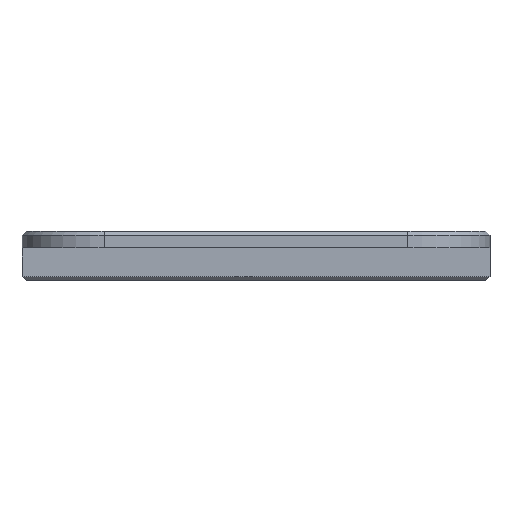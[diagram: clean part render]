
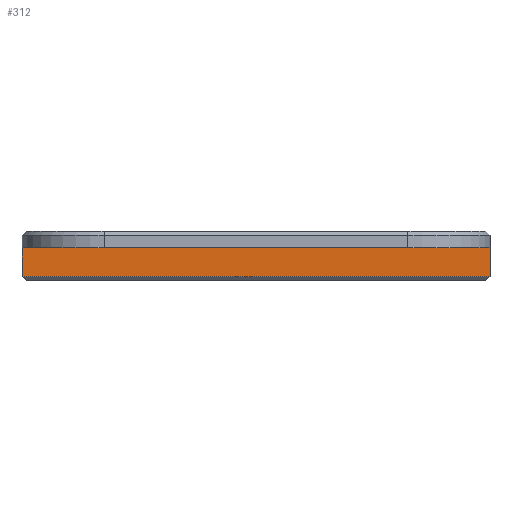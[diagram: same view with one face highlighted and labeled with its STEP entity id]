
A CAD part, left-side view. The second image highlights one B-rep face of the part: STEP entity #312.
In plain terms, the highlighted planar face has unit normal (-1, 0, 0).
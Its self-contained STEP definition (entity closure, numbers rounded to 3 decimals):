
#3 = VERTEX_POINT ( 'NONE', #345 ) ;
#22 = EDGE_CURVE ( 'NONE', #3, #839, #555, .T. ) ;
#47 = DIRECTION ( 'NONE',  ( 0., 0., 1. ) ) ;
#60 = EDGE_CURVE ( 'NONE', #839, #1001, #84, .T. ) ;
#84 = LINE ( 'NONE', #404, #1314 ) ;
#176 = ORIENTED_EDGE ( 'NONE', *, *, #22, .T. ) ;
#182 = DIRECTION ( 'NONE',  ( 1., 0., 0. ) ) ;
#312 = ADVANCED_FACE ( 'NONE', ( #1295 ), #903, .F. ) ;
#315 = DIRECTION ( 'NONE',  ( 0., -1., 0. ) ) ;
#345 = CARTESIAN_POINT ( 'NONE',  ( 15.159, -28.5, -3.5 ) ) ;
#404 = CARTESIAN_POINT ( 'NONE',  ( 15.159, -28.5, 0. ) ) ;
#407 = EDGE_CURVE ( 'NONE', #722, #3, #951, .T. ) ;
#458 = DIRECTION ( 'NONE',  ( 0., 0., 1. ) ) ;
#555 = LINE ( 'NONE', #967, #1044 ) ;
#571 = AXIS2_PLACEMENT_3D ( 'NONE', #1188, #182, #806 ) ;
#574 = CARTESIAN_POINT ( 'NONE',  ( 15.159, 28.5, -4. ) ) ;
#635 = EDGE_LOOP ( 'NONE', ( #1309, #899, #176, #919 ) ) ;
#722 = VERTEX_POINT ( 'NONE', #1108 ) ;
#772 = CARTESIAN_POINT ( 'NONE',  ( 15.159, 28.5, 0. ) ) ;
#806 = DIRECTION ( 'NONE',  ( 0., 0., -1. ) ) ;
#839 = VERTEX_POINT ( 'NONE', #849 ) ;
#849 = CARTESIAN_POINT ( 'NONE',  ( 15.159, -28.5, 0. ) ) ;
#881 = LINE ( 'NONE', #574, #1264 ) ;
#899 = ORIENTED_EDGE ( 'NONE', *, *, #407, .T. ) ;
#903 = PLANE ( 'NONE',  #571 ) ;
#919 = ORIENTED_EDGE ( 'NONE', *, *, #60, .T. ) ;
#951 = LINE ( 'NONE', #1243, #1100 ) ;
#967 = CARTESIAN_POINT ( 'NONE',  ( 15.159, -28.5, -4. ) ) ;
#1001 = VERTEX_POINT ( 'NONE', #772 ) ;
#1044 = VECTOR ( 'NONE', #47, 1000. ) ;
#1100 = VECTOR ( 'NONE', #315, 1000. ) ;
#1108 = CARTESIAN_POINT ( 'NONE',  ( 15.159, 28.5, -3.5 ) ) ;
#1117 = DIRECTION ( 'NONE',  ( 0., 1., 0. ) ) ;
#1188 = CARTESIAN_POINT ( 'NONE',  ( 15.159, -28.5, -4. ) ) ;
#1243 = CARTESIAN_POINT ( 'NONE',  ( 15.159, -28.5, -3.5 ) ) ;
#1264 = VECTOR ( 'NONE', #458, 1000. ) ;
#1285 = EDGE_CURVE ( 'NONE', #722, #1001, #881, .T. ) ;
#1295 = FACE_OUTER_BOUND ( 'NONE', #635, .T. ) ;
#1309 = ORIENTED_EDGE ( 'NONE', *, *, #1285, .F. ) ;
#1314 = VECTOR ( 'NONE', #1117, 1000. ) ;
